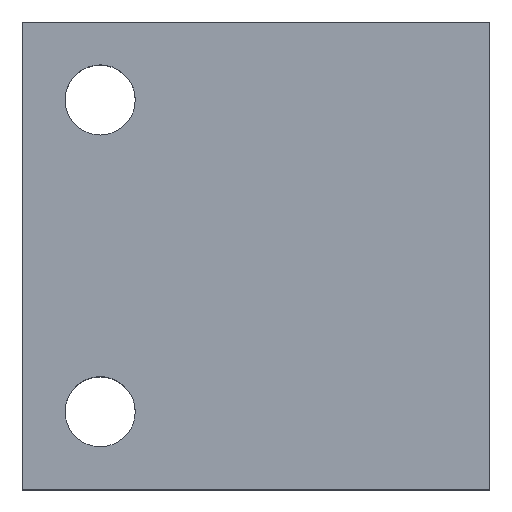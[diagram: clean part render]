
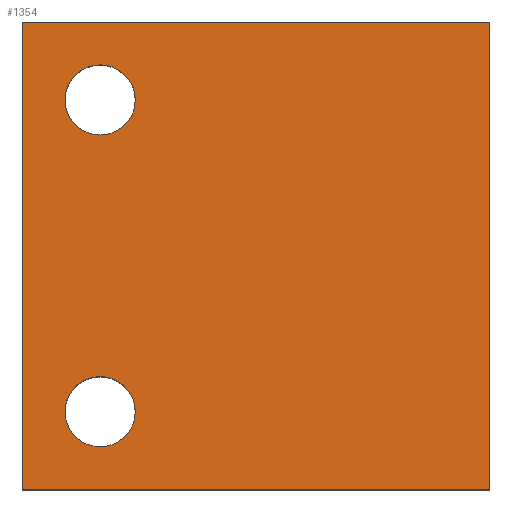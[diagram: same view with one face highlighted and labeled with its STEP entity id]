
A CAD part, top view. The second image highlights one B-rep face of the part: STEP entity #1354.
In plain terms, the highlighted planar face has unit normal (0, 0, 1).
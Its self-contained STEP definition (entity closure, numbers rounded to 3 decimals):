
#24 = DIRECTION ( 'NONE',  ( 1., 0., 0. ) ) ;
#36 = CARTESIAN_POINT ( 'NONE',  ( 14.554, -15.59, 8.036 ) ) ;
#57 = CARTESIAN_POINT ( 'NONE',  ( -12.696, 9.41, 8.036 ) ) ;
#79 = EDGE_CURVE ( 'NONE', #763, #1459, #1442, .T. ) ;
#115 = DIRECTION ( 'NONE',  ( 0., -1., 0. ) ) ;
#153 = ORIENTED_EDGE ( 'NONE', *, *, #79, .F. ) ;
#175 = VECTOR ( 'NONE', #1576, 1000. ) ;
#179 = CIRCLE ( 'NONE', #1814, 2.25 ) ;
#203 = CARTESIAN_POINT ( 'NONE',  ( -10.446, 9.41, 8.036 ) ) ;
#226 = DIRECTION ( 'NONE',  ( 1., 0., 0. ) ) ;
#259 = DIRECTION ( 'NONE',  ( 1., 0., 0. ) ) ;
#359 = VERTEX_POINT ( 'NONE', #977 ) ;
#365 = VERTEX_POINT ( 'NONE', #1359 ) ;
#380 = EDGE_CURVE ( 'NONE', #1345, #365, #1510, .T. ) ;
#423 = AXIS2_PLACEMENT_3D ( 'NONE', #1321, #1764, #709 ) ;
#484 = ORIENTED_EDGE ( 'NONE', *, *, #769, .T. ) ;
#506 = DIRECTION ( 'NONE',  ( 0., 0., 1. ) ) ;
#552 = CARTESIAN_POINT ( 'NONE',  ( -15.446, -15.59, 8.036 ) ) ;
#566 = VECTOR ( 'NONE', #115, 1000. ) ;
#598 = EDGE_LOOP ( 'NONE', ( #1273, #153 ) ) ;
#662 = AXIS2_PLACEMENT_3D ( 'NONE', #704, #506, #1371 ) ;
#667 = CARTESIAN_POINT ( 'NONE',  ( -8.196, 9.41, 8.036 ) ) ;
#697 = ORIENTED_EDGE ( 'NONE', *, *, #778, .T. ) ;
#704 = CARTESIAN_POINT ( 'NONE',  ( -10.446, -10.59, 8.036 ) ) ;
#709 = DIRECTION ( 'NONE',  ( -1., 0., 0. ) ) ;
#737 = EDGE_CURVE ( 'NONE', #1318, #359, #1674, .T. ) ;
#758 = CARTESIAN_POINT ( 'NONE',  ( -15.446, -15.59, 8.036 ) ) ;
#763 = VERTEX_POINT ( 'NONE', #1815 ) ;
#769 = EDGE_CURVE ( 'NONE', #365, #1318, #1607, .T. ) ;
#778 = EDGE_CURVE ( 'NONE', #359, #1345, #1050, .T. ) ;
#818 = ORIENTED_EDGE ( 'NONE', *, *, #737, .T. ) ;
#829 = AXIS2_PLACEMENT_3D ( 'NONE', #203, #1990, #24 ) ;
#854 = ORIENTED_EDGE ( 'NONE', *, *, #1782, .F. ) ;
#867 = CARTESIAN_POINT ( 'NONE',  ( -8.196, -10.59, 8.036 ) ) ;
#876 = DIRECTION ( 'NONE',  ( 1., 0., 0. ) ) ;
#895 = PLANE ( 'NONE',  #423 ) ;
#977 = CARTESIAN_POINT ( 'NONE',  ( 14.554, -15.59, 8.036 ) ) ;
#1007 = DIRECTION ( 'NONE',  ( 0., 1., 0. ) ) ;
#1020 = CARTESIAN_POINT ( 'NONE',  ( -10.446, 9.41, 8.036 ) ) ;
#1050 = LINE ( 'NONE', #36, #1322 ) ;
#1065 = CARTESIAN_POINT ( 'NONE',  ( 14.554, 14.41, 8.036 ) ) ;
#1101 = CIRCLE ( 'NONE', #829, 2.25 ) ;
#1198 = EDGE_LOOP ( 'NONE', ( #484, #818, #697, #2165 ) ) ;
#1210 = CARTESIAN_POINT ( 'NONE',  ( -15.446, 14.41, 8.036 ) ) ;
#1235 = CARTESIAN_POINT ( 'NONE',  ( -15.446, -15.59, 8.036 ) ) ;
#1273 = ORIENTED_EDGE ( 'NONE', *, *, #1854, .F. ) ;
#1318 = VERTEX_POINT ( 'NONE', #758 ) ;
#1321 = CARTESIAN_POINT ( 'NONE',  ( -15.446, 14.41, 8.036 ) ) ;
#1322 = VECTOR ( 'NONE', #1007, 1000. ) ;
#1345 = VERTEX_POINT ( 'NONE', #1065 ) ;
#1354 = ADVANCED_FACE ( 'NONE', ( #1513, #1414, #1557 ), #895, .F. ) ;
#1359 = CARTESIAN_POINT ( 'NONE',  ( -15.446, 14.41, 8.036 ) ) ;
#1371 = DIRECTION ( 'NONE',  ( 1., 0., 0. ) ) ;
#1414 = FACE_BOUND ( 'NONE', #598, .T. ) ;
#1442 = CIRCLE ( 'NONE', #662, 2.25 ) ;
#1459 = VERTEX_POINT ( 'NONE', #867 ) ;
#1491 = VECTOR ( 'NONE', #876, 1000. ) ;
#1510 = LINE ( 'NONE', #1210, #175 ) ;
#1513 = FACE_BOUND ( 'NONE', #1769, .T. ) ;
#1557 = FACE_OUTER_BOUND ( 'NONE', #1198, .T. ) ;
#1576 = DIRECTION ( 'NONE',  ( -1., 0., 0. ) ) ;
#1586 = VERTEX_POINT ( 'NONE', #667 ) ;
#1607 = LINE ( 'NONE', #1235, #566 ) ;
#1674 = LINE ( 'NONE', #552, #1491 ) ;
#1703 = VERTEX_POINT ( 'NONE', #57 ) ;
#1764 = DIRECTION ( 'NONE',  ( 0., 0., -1. ) ) ;
#1769 = EDGE_LOOP ( 'NONE', ( #1773, #854 ) ) ;
#1773 = ORIENTED_EDGE ( 'NONE', *, *, #1846, .F. ) ;
#1782 = EDGE_CURVE ( 'NONE', #1703, #1586, #1101, .T. ) ;
#1791 = CIRCLE ( 'NONE', #1842, 2.25 ) ;
#1814 = AXIS2_PLACEMENT_3D ( 'NONE', #1020, #2085, #226 ) ;
#1815 = CARTESIAN_POINT ( 'NONE',  ( -12.696, -10.59, 8.036 ) ) ;
#1842 = AXIS2_PLACEMENT_3D ( 'NONE', #1925, #2042, #259 ) ;
#1846 = EDGE_CURVE ( 'NONE', #1586, #1703, #179, .T. ) ;
#1854 = EDGE_CURVE ( 'NONE', #1459, #763, #1791, .T. ) ;
#1925 = CARTESIAN_POINT ( 'NONE',  ( -10.446, -10.59, 8.036 ) ) ;
#1990 = DIRECTION ( 'NONE',  ( 0., 0., 1. ) ) ;
#2042 = DIRECTION ( 'NONE',  ( 0., 0., 1. ) ) ;
#2085 = DIRECTION ( 'NONE',  ( 0., 0., 1. ) ) ;
#2165 = ORIENTED_EDGE ( 'NONE', *, *, #380, .T. ) ;
